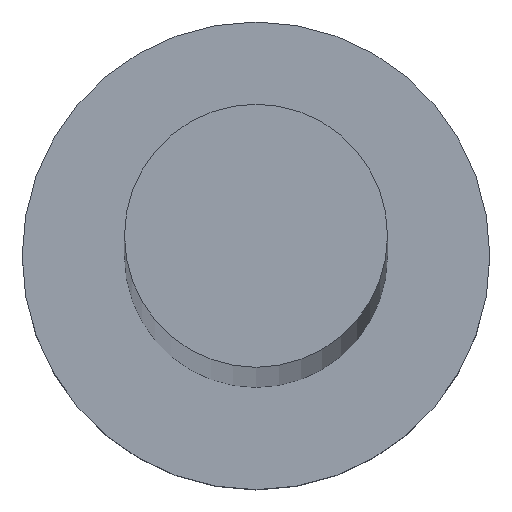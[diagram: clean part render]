
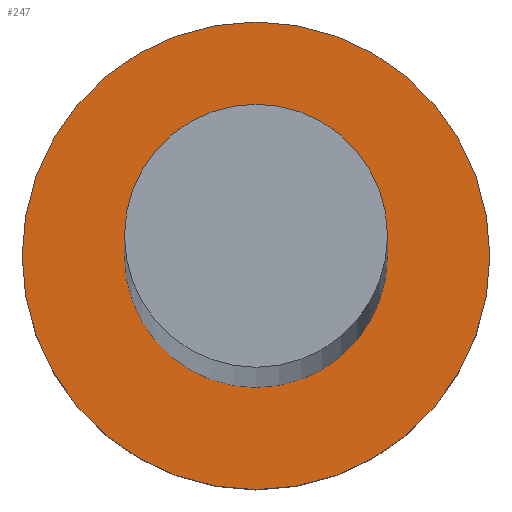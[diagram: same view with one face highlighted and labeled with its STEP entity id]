
A CAD part, top view. The second image highlights one B-rep face of the part: STEP entity #247.
In plain terms, the highlighted planar face has unit normal (0, 0, 1).
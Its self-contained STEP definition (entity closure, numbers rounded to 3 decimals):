
#2 = DIRECTION ( 'NONE',  ( 1., 0., 0. ) ) ;
#3 = CARTESIAN_POINT ( 'NONE',  ( 0., 0., 3. ) ) ;
#5 = PLANE ( 'NONE',  #40 ) ;
#8 = CIRCLE ( 'NONE', #241, 4. ) ;
#22 = VERTEX_POINT ( 'NONE', #106 ) ;
#39 = CARTESIAN_POINT ( 'NONE',  ( 0., 0., 3. ) ) ;
#40 = AXIS2_PLACEMENT_3D ( 'NONE', #201, #245, #75 ) ;
#59 = EDGE_CURVE ( 'NONE', #60, #136, #251, .T. ) ;
#60 = VERTEX_POINT ( 'NONE', #111 ) ;
#61 = DIRECTION ( 'NONE',  ( 1., 0., 0. ) ) ;
#65 = VERTEX_POINT ( 'NONE', #255 ) ;
#75 = DIRECTION ( 'NONE',  ( 1., 0., 0. ) ) ;
#77 = EDGE_CURVE ( 'NONE', #22, #65, #224, .T. ) ;
#90 = DIRECTION ( 'NONE',  ( 0., 0., 1. ) ) ;
#101 = ORIENTED_EDGE ( 'NONE', *, *, #216, .T. ) ;
#106 = CARTESIAN_POINT ( 'NONE',  ( -2.25, 0., 3. ) ) ;
#110 = EDGE_LOOP ( 'NONE', ( #187, #101 ) ) ;
#111 = CARTESIAN_POINT ( 'NONE',  ( -4., 0., 3. ) ) ;
#112 = FACE_OUTER_BOUND ( 'NONE', #110, .T. ) ;
#131 = ORIENTED_EDGE ( 'NONE', *, *, #77, .F. ) ;
#133 = AXIS2_PLACEMENT_3D ( 'NONE', #190, #227, #61 ) ;
#136 = VERTEX_POINT ( 'NONE', #162 ) ;
#137 = DIRECTION ( 'NONE',  ( 0., 0., 1. ) ) ;
#138 = EDGE_LOOP ( 'NONE', ( #131, #200 ) ) ;
#139 = DIRECTION ( 'NONE',  ( 0., 0., 1. ) ) ;
#142 = FACE_BOUND ( 'NONE', #138, .T. ) ;
#161 = DIRECTION ( 'NONE',  ( 1., 0., 0. ) ) ;
#162 = CARTESIAN_POINT ( 'NONE',  ( 4., 0., 3. ) ) ;
#180 = AXIS2_PLACEMENT_3D ( 'NONE', #39, #139, #2 ) ;
#186 = EDGE_CURVE ( 'NONE', #65, #22, #219, .T. ) ;
#187 = ORIENTED_EDGE ( 'NONE', *, *, #59, .T. ) ;
#190 = CARTESIAN_POINT ( 'NONE',  ( 0., 0., 3. ) ) ;
#200 = ORIENTED_EDGE ( 'NONE', *, *, #186, .F. ) ;
#201 = CARTESIAN_POINT ( 'NONE',  ( 0., 0., 3. ) ) ;
#216 = EDGE_CURVE ( 'NONE', #136, #60, #8, .T. ) ;
#219 = CIRCLE ( 'NONE', #252, 2.25 ) ;
#224 = CIRCLE ( 'NONE', #133, 2.25 ) ;
#227 = DIRECTION ( 'NONE',  ( 0., 0., 1. ) ) ;
#231 = CARTESIAN_POINT ( 'NONE',  ( 0., 0., 3. ) ) ;
#241 = AXIS2_PLACEMENT_3D ( 'NONE', #3, #90, #161 ) ;
#242 = DIRECTION ( 'NONE',  ( 1., 0., 0. ) ) ;
#245 = DIRECTION ( 'NONE',  ( 0., 0., 1. ) ) ;
#247 = ADVANCED_FACE ( 'NONE', ( #142, #112 ), #5, .T. ) ;
#251 = CIRCLE ( 'NONE', #180, 4. ) ;
#252 = AXIS2_PLACEMENT_3D ( 'NONE', #231, #137, #242 ) ;
#255 = CARTESIAN_POINT ( 'NONE',  ( 2.25, 0., 3. ) ) ;
